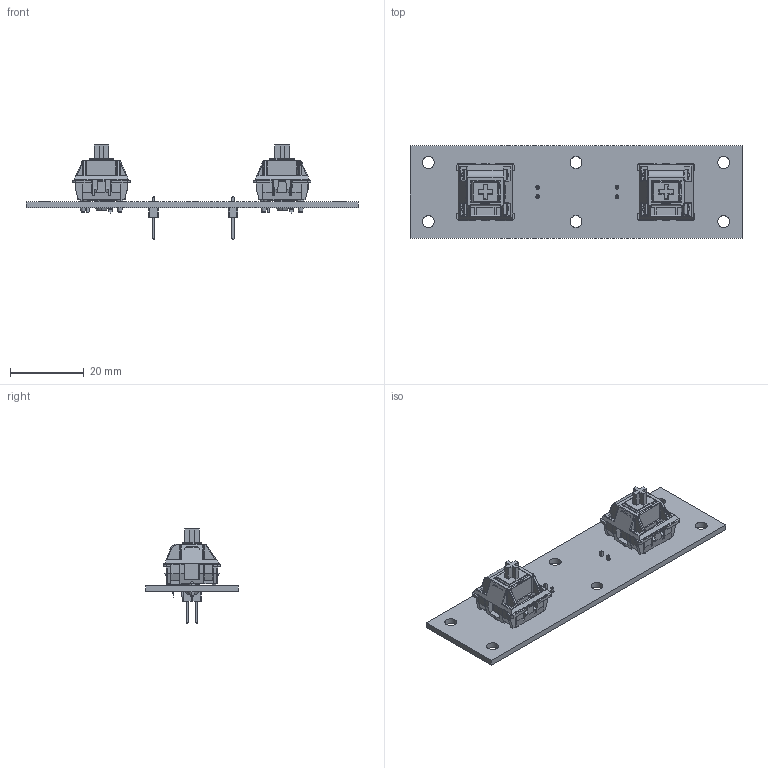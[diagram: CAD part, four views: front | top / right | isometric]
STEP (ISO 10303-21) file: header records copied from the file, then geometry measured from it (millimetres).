
FILE_DESCRIPTION(('KiCad electronic assembly'),'2;1');
FILE_NAME('shifter.step','2025-07-02T20:46:44',('Pcbnew'),('Kicad'), 'Open CASCADE STEP processor 7.8','KiCad to STEP converter','Unknown' );
FILE_SCHEMA(('AUTOMOTIVE_DESIGN { 1 0 10303 214 1 1 1 1 }'));
Length unit declared in the file: millimetre
Products named in the file (6): shifter 1; SW_Cherry_MX_1.00u_PCB; ASM_MX_ASM_cp; PinHeader_1x02_P2.54mm_Vertical; PinHeader_1x02_P254mm_Vertical; shifter_PCB
Assembly tree (7 placements, depth 3):
  shifter 1
    SW_Cherry_MX_1.00u_PCB  x2
      ASM_MX_ASM_cp
    PinHeader_1x02_P2.54mm_Vertical  x2
      PinHeader_1x02_P254mm_Vertical
    shifter_PCB
Bounding box: 90 x 25 x 25.68 mm (x, y, z)
Volume: 5537.2 mm3; surface area: 11645.9 mm2
Topology: 17 solids, 17 shells, 2014 faces, 7314 edges, 7398 vertices
Faces by surface type: plane 1278, cylinder 528, torus 72, bspline 64, sphere 52, cone 20
Full cylindrical faces by diameter (mm): 1 x4, 1.5 x4, 1.7 x4, 3.2 x6, 4 x2
Entity records: 56005 total; most frequent: CARTESIAN_POINT 18893, DIRECTION 6003, ORIENTED_EDGE 5342, LINE 2769, VECTOR 2769, EDGE_CURVE 2671, VERTEX_POINT 1687, AXIS2_PLACEMENT_3D 1617
